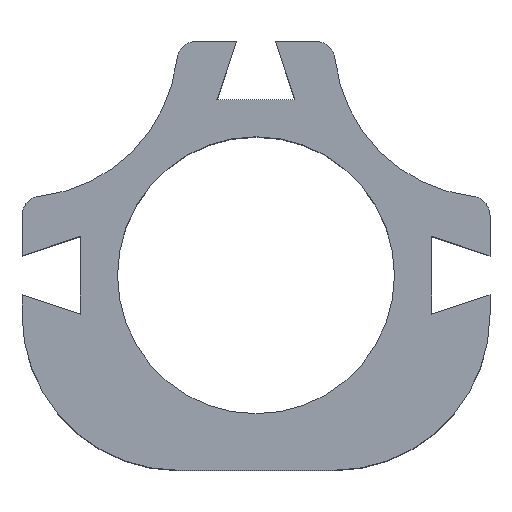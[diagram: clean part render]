
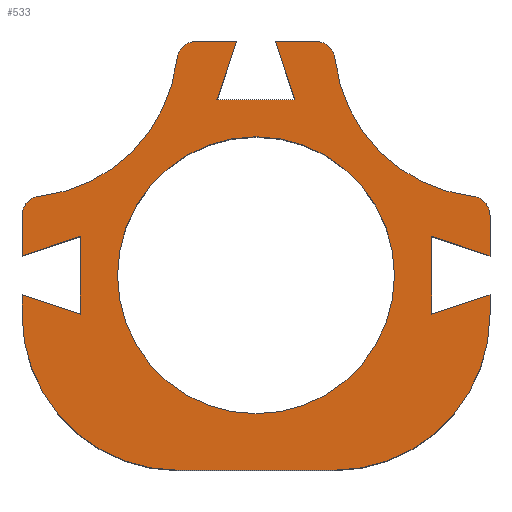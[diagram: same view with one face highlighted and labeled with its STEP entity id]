
A CAD part, top view. The second image highlights one B-rep face of the part: STEP entity #533.
In plain terms, the highlighted planar face has unit normal (0, 0, 1).
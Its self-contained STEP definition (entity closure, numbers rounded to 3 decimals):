
#16=FACE_BOUND('',#90,.T.);
#34=PLANE('',#592);
#61=FACE_OUTER_BOUND('',#89,.T.);
#89=EDGE_LOOP('',(#473,#474,#475,#476,#477,#478,#479,#480,#481,#482,#483,
#484,#485,#486,#487,#488,#489,#490,#491,#492,#493,#494,#495,#496));
#90=EDGE_LOOP('',(#497));
#95=LINE('',#757,#152);
#118=LINE('',#829,#175);
#122=LINE('',#839,#179);
#126=LINE('',#852,#183);
#128=LINE('',#855,#185);
#129=LINE('',#858,#186);
#131=LINE('',#862,#188);
#133=LINE('',#866,#190);
#135=LINE('',#869,#192);
#136=LINE('',#872,#193);
#138=LINE('',#876,#195);
#140=LINE('',#880,#197);
#142=LINE('',#884,#199);
#144=LINE('',#887,#201);
#145=LINE('',#890,#202);
#147=LINE('',#893,#204);
#152=VECTOR('',#607,10.);
#175=VECTOR('',#670,10.);
#179=VECTOR('',#680,10.);
#183=VECTOR('',#694,10.);
#185=VECTOR('',#698,10.);
#186=VECTOR('',#701,10.);
#188=VECTOR('',#705,10.);
#190=VECTOR('',#709,10.);
#192=VECTOR('',#713,10.);
#193=VECTOR('',#716,10.);
#195=VECTOR('',#720,10.);
#197=VECTOR('',#724,10.);
#199=VECTOR('',#728,10.);
#201=VECTOR('',#732,10.);
#202=VECTOR('',#735,10.);
#204=VECTOR('',#739,10.);
#205=CIRCLE('',#549,1.);
#215=CIRCLE('',#562,1.);
#216=CIRCLE('',#564,8.);
#217=CIRCLE('',#566,1.);
#218=CIRCLE('',#568,8.);
#219=CIRCLE('',#570,1.);
#220=CIRCLE('',#573,8.);
#221=CIRCLE('',#576,8.);
#222=CIRCLE('',#578,7.1);
#223=VERTEX_POINT('',#744);
#224=VERTEX_POINT('',#745);
#228=VERTEX_POINT('',#755);
#251=VERTEX_POINT('',#805);
#252=VERTEX_POINT('',#806);
#253=VERTEX_POINT('',#811);
#254=VERTEX_POINT('',#815);
#255=VERTEX_POINT('',#816);
#256=VERTEX_POINT('',#823);
#257=VERTEX_POINT('',#827);
#258=VERTEX_POINT('',#831);
#259=VERTEX_POINT('',#832);
#260=VERTEX_POINT('',#837);
#261=VERTEX_POINT('',#841);
#262=VERTEX_POINT('',#845);
#263=VERTEX_POINT('',#849);
#264=VERTEX_POINT('',#851);
#265=VERTEX_POINT('',#857);
#266=VERTEX_POINT('',#861);
#267=VERTEX_POINT('',#865);
#268=VERTEX_POINT('',#871);
#269=VERTEX_POINT('',#875);
#270=VERTEX_POINT('',#879);
#271=VERTEX_POINT('',#883);
#272=VERTEX_POINT('',#889);
#273=EDGE_CURVE('',#223,#224,#205,.T.);
#279=EDGE_CURVE('',#223,#228,#95,.T.);
#303=EDGE_CURVE('',#251,#252,#215,.T.);
#307=EDGE_CURVE('',#251,#253,#216,.T.);
#308=EDGE_CURVE('',#254,#255,#217,.T.);
#311=EDGE_CURVE('',#254,#224,#218,.T.);
#312=EDGE_CURVE('',#256,#253,#219,.T.);
#315=EDGE_CURVE('',#256,#257,#118,.T.);
#316=EDGE_CURVE('',#258,#259,#220,.T.);
#320=EDGE_CURVE('',#258,#260,#122,.T.);
#321=EDGE_CURVE('',#261,#260,#221,.T.);
#323=EDGE_CURVE('',#262,#262,#222,.T.);
#326=EDGE_CURVE('',#264,#263,#126,.T.);
#328=EDGE_CURVE('',#228,#264,#128,.T.);
#329=EDGE_CURVE('',#265,#255,#129,.T.);
#331=EDGE_CURVE('',#266,#265,#131,.T.);
#333=EDGE_CURVE('',#267,#266,#133,.T.);
#335=EDGE_CURVE('',#257,#267,#135,.T.);
#336=EDGE_CURVE('',#268,#252,#136,.T.);
#338=EDGE_CURVE('',#269,#268,#138,.T.);
#340=EDGE_CURVE('',#270,#269,#140,.T.);
#342=EDGE_CURVE('',#271,#270,#142,.T.);
#344=EDGE_CURVE('',#261,#271,#144,.T.);
#345=EDGE_CURVE('',#272,#259,#145,.T.);
#347=EDGE_CURVE('',#263,#272,#147,.T.);
#473=ORIENTED_EDGE('',*,*,#273,.F.);
#474=ORIENTED_EDGE('',*,*,#279,.T.);
#475=ORIENTED_EDGE('',*,*,#328,.T.);
#476=ORIENTED_EDGE('',*,*,#326,.T.);
#477=ORIENTED_EDGE('',*,*,#347,.T.);
#478=ORIENTED_EDGE('',*,*,#345,.T.);
#479=ORIENTED_EDGE('',*,*,#316,.F.);
#480=ORIENTED_EDGE('',*,*,#320,.T.);
#481=ORIENTED_EDGE('',*,*,#321,.F.);
#482=ORIENTED_EDGE('',*,*,#344,.T.);
#483=ORIENTED_EDGE('',*,*,#342,.T.);
#484=ORIENTED_EDGE('',*,*,#340,.T.);
#485=ORIENTED_EDGE('',*,*,#338,.T.);
#486=ORIENTED_EDGE('',*,*,#336,.T.);
#487=ORIENTED_EDGE('',*,*,#303,.F.);
#488=ORIENTED_EDGE('',*,*,#307,.T.);
#489=ORIENTED_EDGE('',*,*,#312,.F.);
#490=ORIENTED_EDGE('',*,*,#315,.T.);
#491=ORIENTED_EDGE('',*,*,#335,.T.);
#492=ORIENTED_EDGE('',*,*,#333,.T.);
#493=ORIENTED_EDGE('',*,*,#331,.T.);
#494=ORIENTED_EDGE('',*,*,#329,.T.);
#495=ORIENTED_EDGE('',*,*,#308,.F.);
#496=ORIENTED_EDGE('',*,*,#311,.T.);
#497=ORIENTED_EDGE('',*,*,#323,.T.);
#533=ADVANCED_FACE('',(#61,#16),#34,.T.);
#549=AXIS2_PLACEMENT_3D('',#746,#597,#598);
#562=AXIS2_PLACEMENT_3D('',#807,#643,#644);
#564=AXIS2_PLACEMENT_3D('',#813,#650,#651);
#566=AXIS2_PLACEMENT_3D('',#817,#654,#655);
#568=AXIS2_PLACEMENT_3D('',#821,#660,#661);
#570=AXIS2_PLACEMENT_3D('',#824,#664,#665);
#573=AXIS2_PLACEMENT_3D('',#833,#673,#674);
#576=AXIS2_PLACEMENT_3D('',#842,#683,#684);
#578=AXIS2_PLACEMENT_3D('',#846,#688,#689);
#592=AXIS2_PLACEMENT_3D('',#894,#740,#741);
#597=DIRECTION('center_axis',(0.,0.,-1.));
#598=DIRECTION('ref_axis',(-0.745,0.667,0.));
#607=DIRECTION('',(0.,-1.,0.));
#643=DIRECTION('center_axis',(0.,0.,-1.));
#644=DIRECTION('ref_axis',(0.745,0.667,0.));
#650=DIRECTION('center_axis',(0.,0.,-1.));
#651=DIRECTION('ref_axis',(-1.,0.,0.));
#654=DIRECTION('center_axis',(0.,0.,-1.));
#655=DIRECTION('ref_axis',(-0.667,0.745,0.));
#660=DIRECTION('center_axis',(0.,0.,-1.));
#661=DIRECTION('ref_axis',(0.,-1.,0.));
#664=DIRECTION('center_axis',(0.,0.,-1.));
#665=DIRECTION('ref_axis',(0.667,0.745,0.));
#670=DIRECTION('',(-1.,0.,0.));
#673=DIRECTION('center_axis',(0.,0.,-1.));
#674=DIRECTION('ref_axis',(-0.707,-0.707,0.));
#680=DIRECTION('',(1.,0.,0.));
#683=DIRECTION('center_axis',(0.,0.,-1.));
#684=DIRECTION('ref_axis',(0.707,-0.707,0.));
#688=DIRECTION('center_axis',(0.,0.,-1.));
#689=DIRECTION('ref_axis',(1.,0.,0.));
#694=DIRECTION('',(0.,-1.,0.));
#698=DIRECTION('',(0.949,0.316,0.));
#701=DIRECTION('',(-1.,0.,0.));
#705=DIRECTION('',(0.316,0.949,0.));
#709=DIRECTION('',(-1.,0.,0.));
#713=DIRECTION('',(0.316,-0.949,0.));
#716=DIRECTION('',(0.,1.,0.));
#720=DIRECTION('',(0.949,-0.316,0.));
#724=DIRECTION('',(0.,1.,0.));
#728=DIRECTION('',(-0.949,-0.316,0.));
#732=DIRECTION('',(0.,1.,0.));
#735=DIRECTION('',(0.,-1.,0.));
#739=DIRECTION('',(-0.949,0.316,0.));
#740=DIRECTION('center_axis',(0.,0.,1.));
#741=DIRECTION('ref_axis',(1.,0.,0.));
#744=CARTESIAN_POINT('',(-12.,3.056,15.));
#745=CARTESIAN_POINT('',(-11.111,4.05,15.));
#746=CARTESIAN_POINT('Origin',(-11.,3.056,15.));
#755=CARTESIAN_POINT('',(-12.,1.,15.));
#757=CARTESIAN_POINT('',(-12.,-10.,15.));
#805=CARTESIAN_POINT('',(11.111,4.05,15.));
#806=CARTESIAN_POINT('',(12.,3.056,15.));
#807=CARTESIAN_POINT('Origin',(11.,3.056,15.));
#811=CARTESIAN_POINT('',(4.05,11.111,15.));
#813=CARTESIAN_POINT('Origin',(12.,12.,15.));
#815=CARTESIAN_POINT('',(-4.05,11.111,15.));
#816=CARTESIAN_POINT('',(-3.056,12.,15.));
#817=CARTESIAN_POINT('Origin',(-3.056,11.,15.));
#821=CARTESIAN_POINT('Origin',(-12.,12.,15.));
#823=CARTESIAN_POINT('',(3.056,12.,15.));
#824=CARTESIAN_POINT('Origin',(3.056,11.,15.));
#827=CARTESIAN_POINT('',(1.,12.,15.));
#829=CARTESIAN_POINT('',(-12.,12.,15.));
#831=CARTESIAN_POINT('',(-4.,-10.,15.));
#832=CARTESIAN_POINT('',(-12.,-2.,15.));
#833=CARTESIAN_POINT('Origin',(-4.,-2.,15.));
#837=CARTESIAN_POINT('',(4.,-10.,15.));
#839=CARTESIAN_POINT('',(12.,-10.,15.));
#841=CARTESIAN_POINT('',(12.,-2.,15.));
#842=CARTESIAN_POINT('Origin',(4.,-2.,15.));
#845=CARTESIAN_POINT('',(-7.1,0.,15.));
#846=CARTESIAN_POINT('Origin',(0.,0.,15.));
#849=CARTESIAN_POINT('',(-9.,-2.,15.));
#851=CARTESIAN_POINT('',(-9.,2.,15.));
#852=CARTESIAN_POINT('',(-9.,-2.,15.));
#855=CARTESIAN_POINT('',(-9.,2.,15.));
#857=CARTESIAN_POINT('',(-1.,12.,15.));
#858=CARTESIAN_POINT('',(-12.,12.,15.));
#861=CARTESIAN_POINT('',(-2.,9.,15.));
#862=CARTESIAN_POINT('',(-2.,9.,15.));
#865=CARTESIAN_POINT('',(2.,9.,15.));
#866=CARTESIAN_POINT('',(-2.,9.,15.));
#869=CARTESIAN_POINT('',(2.,9.,15.));
#871=CARTESIAN_POINT('',(12.,1.,15.));
#872=CARTESIAN_POINT('',(12.,12.,15.));
#875=CARTESIAN_POINT('',(9.,2.,15.));
#876=CARTESIAN_POINT('',(9.,2.,15.));
#879=CARTESIAN_POINT('',(9.,-2.,15.));
#880=CARTESIAN_POINT('',(9.,2.,15.));
#883=CARTESIAN_POINT('',(12.,-1.,15.));
#884=CARTESIAN_POINT('',(9.,-2.,15.));
#887=CARTESIAN_POINT('',(12.,12.,15.));
#889=CARTESIAN_POINT('',(-12.,-1.,15.));
#890=CARTESIAN_POINT('',(-12.,-10.,15.));
#893=CARTESIAN_POINT('',(-9.,-2.,15.));
#894=CARTESIAN_POINT('Origin',(0.,1.,15.));
